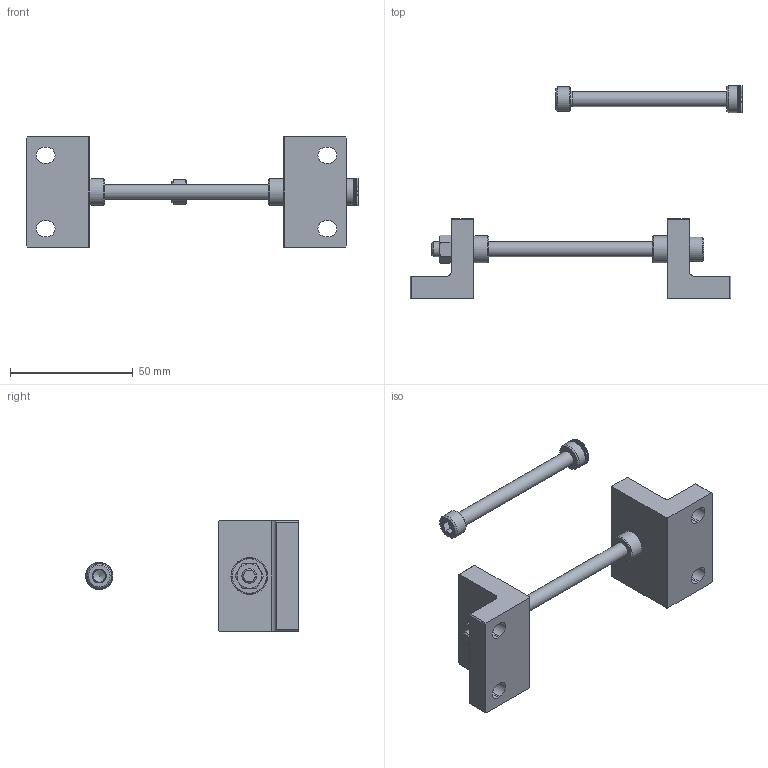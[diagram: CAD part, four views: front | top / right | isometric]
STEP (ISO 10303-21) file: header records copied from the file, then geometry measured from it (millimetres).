
FILE_DESCRIPTION(/* description */ ('STEP AP214'),/* implementation_level */ '2;1');
FILE_NAME(/* name */ '8069016_DAMH-L8-40-PL-1',/* time_stamp */ '2024-08-13T14:54:48+02:00',/* author */ ('License CC BY-ND 4.0'),/* organization */ ('CADENAS'),/* preprocessor_version */ 'ST-DEVELOPER v19.3',/* originating_system */ 'PARTsolutions',/* authorisation */ ' ');
FILE_SCHEMA (('AUTOMOTIVE_DESIGN {1 0 10303 214 3 1 1}'));
Length unit declared in the file: millimetre
Products named in the file (7): 8069016 DAMH-L8-40-PL-1; 4326632 DAMH-L8-40-PL-1_P; ISO-4762 M6x70; 4326682 DAMH-L8-32/40-PL-1_KN; 4326682 DAMH-L8-32/40-PL-1_S; ISO-4762 M6x105; ISO 4032 - M6(F)
Assembly tree (8 placements, depth 2):
  8069016 DAMH-L8-40-PL-1
    4326632 DAMH-L8-40-PL-1_P  x2
    ISO-4762 M6x70
    4326682 DAMH-L8-32/40-PL-1_KN
    4326682 DAMH-L8-32/40-PL-1_S  x2
    ISO-4762 M6x105
    ISO 4032 - M6(F)
Bounding box: 135.5 x 86.79 x 45 mm (x, y, z)
Volume: 45078 mm3; surface area: 20009 mm2
Topology: 8 solids, 8 shells, 418 faces, 1007 edges, 611 vertices
Faces by surface type: plane 336, cone 45, cylinder 31, torus 6
Full cylindrical faces by diameter (mm): 4.917 x2, 6 x2, 6.8 x2, 10 x2, 11 x5, 14.4 x2, 15 x2
Entity records: 10904 total; most frequent: CARTESIAN_POINT 1942, DIRECTION 1843, ORIENTED_EDGE 1762, EDGE_CURVE 881, LINE 625, VECTOR 625, AXIS2_PLACEMENT_3D 609, VERTEX_POINT 552
